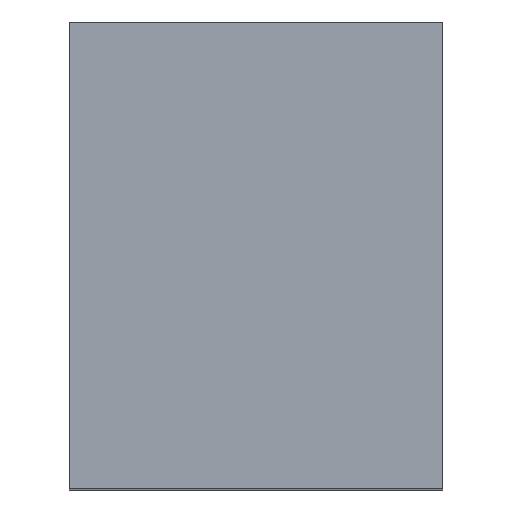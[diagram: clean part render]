
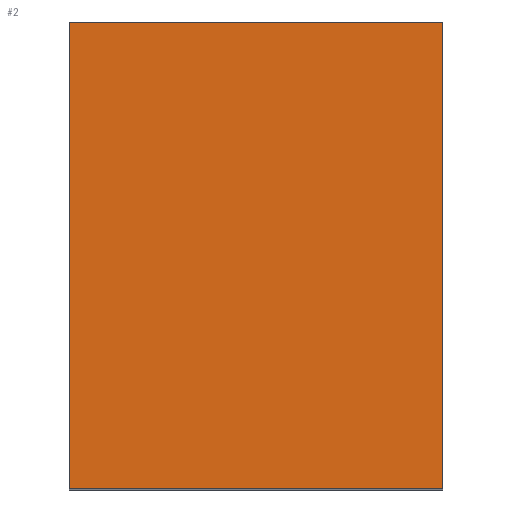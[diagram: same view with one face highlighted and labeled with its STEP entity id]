
A CAD part, top view. The second image highlights one B-rep face of the part: STEP entity #2.
In plain terms, the highlighted planar face has unit normal (0, 0, 1).
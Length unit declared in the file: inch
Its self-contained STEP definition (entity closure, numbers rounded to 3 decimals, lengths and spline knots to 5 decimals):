
#2 = ADVANCED_FACE ( 'NONE', ( #83 ), #97, .T. ) ;
#4 = DIRECTION ( 'NONE',  ( 0., 0., 1. ) ) ;
#12 = EDGE_CURVE ( 'NONE', #67, #199, #166, .T. ) ;
#13 = DIRECTION ( 'NONE',  ( -1., 0., 0. ) ) ;
#14 = DIRECTION ( 'NONE',  ( 0., -1., 0. ) ) ;
#22 = CARTESIAN_POINT ( 'NONE',  ( 0.5, 0.625, 1.0625 ) ) ;
#30 = VECTOR ( 'NONE', #14, 39.37008 ) ;
#31 = LINE ( 'NONE', #75, #202 ) ;
#53 = ORIENTED_EDGE ( 'NONE', *, *, #12, .T. ) ;
#57 = LINE ( 'NONE', #89, #30 ) ;
#60 = CARTESIAN_POINT ( 'NONE',  ( -0.5, -0.625, 1.0625 ) ) ;
#67 = VERTEX_POINT ( 'NONE', #168 ) ;
#73 = DIRECTION ( 'NONE',  ( 1., 0., 0. ) ) ;
#75 = CARTESIAN_POINT ( 'NONE',  ( -0.5, -0.625, 1.0625 ) ) ;
#77 = VECTOR ( 'NONE', #120, 39.37008 ) ;
#83 = FACE_OUTER_BOUND ( 'NONE', #184, .T. ) ;
#89 = CARTESIAN_POINT ( 'NONE',  ( -0.5, 0.625, 1.0625 ) ) ;
#90 = CARTESIAN_POINT ( 'NONE',  ( 0.5, 0.625, 1.0625 ) ) ;
#92 = CARTESIAN_POINT ( 'NONE',  ( -0.5, 0.625, 1.0625 ) ) ;
#93 = EDGE_CURVE ( 'NONE', #199, #182, #102, .T. ) ;
#96 = EDGE_CURVE ( 'NONE', #116, #67, #31, .T. ) ;
#97 = PLANE ( 'NONE',  #131 ) ;
#100 = DIRECTION ( 'NONE',  ( 1., 0., 0. ) ) ;
#102 = LINE ( 'NONE', #92, #114 ) ;
#114 = VECTOR ( 'NONE', #13, 39.37008 ) ;
#116 = VERTEX_POINT ( 'NONE', #60 ) ;
#120 = DIRECTION ( 'NONE',  ( 0., 1., 0. ) ) ;
#129 = ORIENTED_EDGE ( 'NONE', *, *, #96, .T. ) ;
#131 = AXIS2_PLACEMENT_3D ( 'NONE', #149, #4, #100 ) ;
#149 = CARTESIAN_POINT ( 'NONE',  ( 0., 0., 1.0625 ) ) ;
#153 = EDGE_CURVE ( 'NONE', #182, #116, #57, .T. ) ;
#166 = LINE ( 'NONE', #22, #77 ) ;
#168 = CARTESIAN_POINT ( 'NONE',  ( 0.5, -0.625, 1.0625 ) ) ;
#178 = ORIENTED_EDGE ( 'NONE', *, *, #93, .T. ) ;
#181 = ORIENTED_EDGE ( 'NONE', *, *, #153, .T. ) ;
#182 = VERTEX_POINT ( 'NONE', #208 ) ;
#184 = EDGE_LOOP ( 'NONE', ( #53, #178, #181, #129 ) ) ;
#199 = VERTEX_POINT ( 'NONE', #90 ) ;
#202 = VECTOR ( 'NONE', #73, 39.37008 ) ;
#208 = CARTESIAN_POINT ( 'NONE',  ( -0.5, 0.625, 1.0625 ) ) ;
